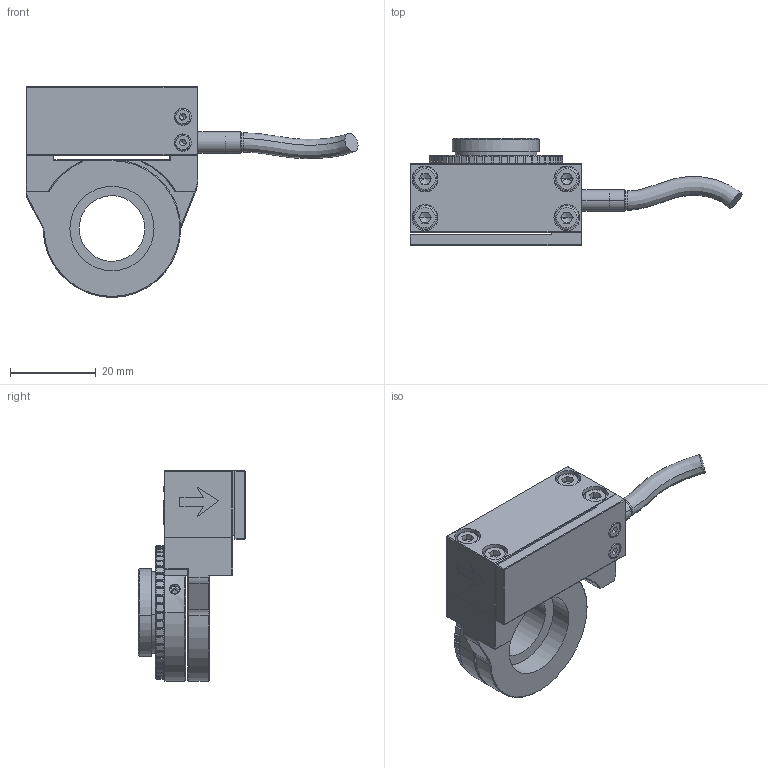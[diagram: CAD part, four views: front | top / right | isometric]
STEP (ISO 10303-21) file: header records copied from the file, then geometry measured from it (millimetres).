
FILE_DESCRIPTION (( 'STEP AP203' ), '1' );
FILE_NAME ('P72-B3.STEP', '2020-09-28T03:09:37', ( '' ), ( '' ), 'SwSTEP 2.0', 'SolidWorks 2016', '' );
FILE_SCHEMA (( 'CONFIG_CONTROL_DESIGN' ));
Length unit declared in the file: millimetre
Products named in the file (1): P72-B3
Bounding box: 77.26 x 25 x 49 mm (x, y, z)
Volume: 21274.2 mm3; surface area: 15376.9 mm2
Topology: 16 solids, 16 shells, 1509 faces, 3930 edges, 2543 vertices
Faces by surface type: plane 693, bspline 367, cylinder 253, cone 184, torus 12
Entity records: 58343 total; most frequent: CARTESIAN_POINT 23761, ORIENTED_EDGE 7808, DIRECTION 5923, EDGE_CURVE 3904, VERTEX_POINT 2543, LINE 2213, VECTOR 2213, AXIS2_PLACEMENT_3D 1855
